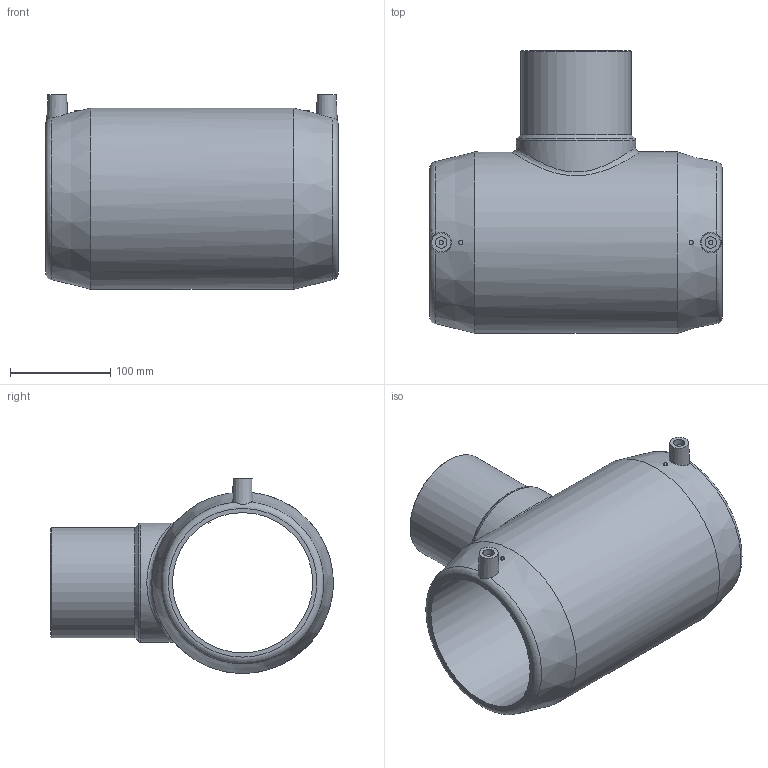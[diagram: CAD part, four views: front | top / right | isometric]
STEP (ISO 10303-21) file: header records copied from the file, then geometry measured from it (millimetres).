
FILE_DESCRIPTION(/* description */ ('Unknown'),/* implementation_level */ '2;1');
FILE_NAME(/* name */ 'TREP140110C',/* time_stamp */ '2020-12-15T17:24:50+01:00',/* author */ ('Unknown'),/* organization */ ('Unknown'),/* preprocessor_version */ 'ST-DEVELOPER v16.7',/* originating_system */ 'Solid Edge',/* authorisation */ 'Unknown');
FILE_SCHEMA (('AUTOMOTIVE_DESIGN {1 0 10303 214 3 1 1}'));
Length unit declared in the file: millimetre
Products named in the file (1): TREP140110C
Bounding box: 292 x 282 x 194.5 mm (x, y, z)
Volume: 3002797.9 mm3; surface area: 365317.1 mm2
Topology: 1 solids, 1 shells, 37 faces, 81 edges, 53 vertices
Faces by surface type: plane 16, cylinder 11, cone 6, torus 3, bspline 1
Full cylindrical faces by diameter (mm): 4 x4, 11.5 x2, 90 x1, 110 x1, 119 x1, 140 x1, 181 x1
Entity records: 1244 total; most frequent: CARTESIAN_POINT 553, DIRECTION 140, ORIENTED_EDGE 94, EDGE_LOOP 70, FACE_BOUND 70, AXIS2_PLACEMENT_3D 65, EDGE_CURVE 47, VERTEX_POINT 41
